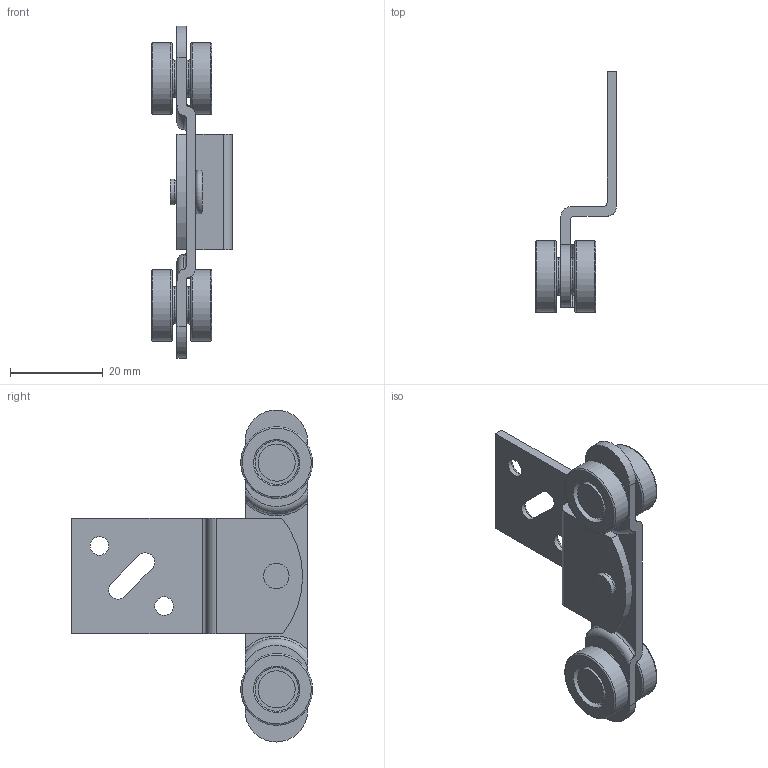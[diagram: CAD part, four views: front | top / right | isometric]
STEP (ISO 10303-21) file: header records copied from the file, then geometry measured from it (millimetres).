
FILE_DESCRIPTION(/* description */ (''),/* implementation_level */ '2;1');
FILE_NAME(/* name */ '99007.stp',/* time_stamp */ '2019-09-09T09:45:55+02:00',/* author */ ('DBARI'),/* organization */ (''),/* preprocessor_version */ 'ST-DEVELOPER v17.2',/* originating_system */ 'Autodesk Inventor 2019',/* authorisation */ '');
FILE_SCHEMA (('AUTOMOTIVE_DESIGN { 1 0 10303 214 3 1 1 }'));
Length unit declared in the file: millimetre
Products named in the file (8): 99007 ensemble; Ensemble MEDIUM; AXE; GALET; Platine; RONDELLE Z4; Axe medium chariot; Platine 99007 bis
Assembly tree (12 placements, depth 3):
  99007 ensemble
    Ensemble MEDIUM
      AXE  x2
      GALET  x4
      Platine
      RONDELLE Z4  x2
    Axe medium chariot
    Platine 99007 bis
Bounding box: 17.5 x 52.05 x 71.75 mm (x, y, z)
Volume: 8053.2 mm3; surface area: 9176.2 mm2
Topology: 11 solids, 11 shells, 129 faces, 341 edges, 250 vertices
Faces by surface type: plane 55, cylinder 45, torus 25, cone 4
Full cylindrical faces by diameter (mm): 4 x6, 5 x3, 5.2 x8, 5.5 x3, 8 x8, 10 x4, 15.5 x4
Entity records: 3058 total; most frequent: CARTESIAN_POINT 605, DIRECTION 504, ORIENTED_EDGE 414, AXIS2_PLACEMENT_3D 215, EDGE_CURVE 207, VERTEX_POINT 146, CIRCLE 115, EDGE_LOOP 105
